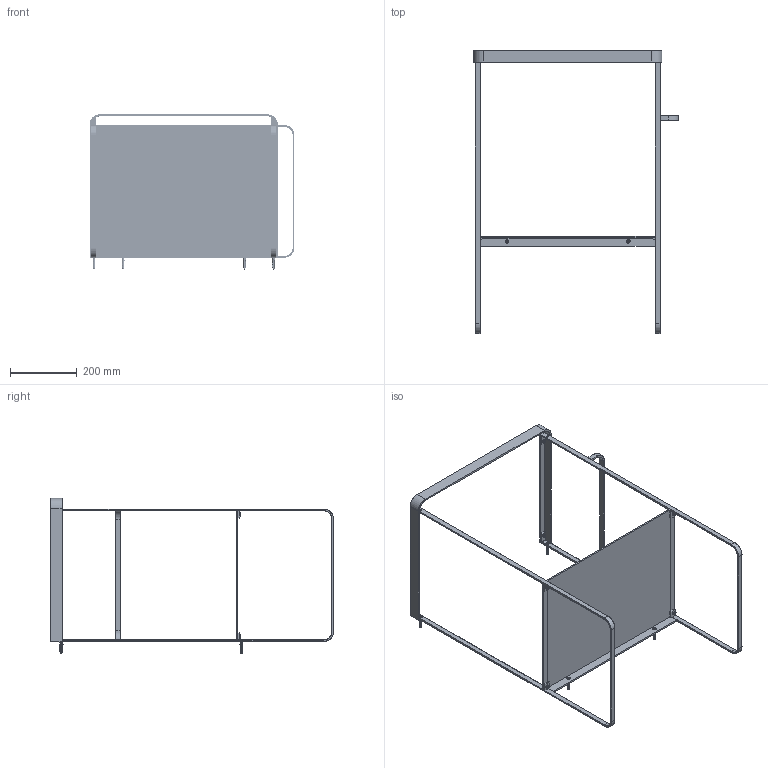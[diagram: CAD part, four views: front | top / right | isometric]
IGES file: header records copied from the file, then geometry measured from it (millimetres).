
Start section: SolidWorks IGES file using analytic representation for surfaces
Global section: file name: VOL060FM.MB_v10320.IGS; native system: SolidWorks 2019; preprocessor: SolidWorks 2019; author: AdamJonesSaneux; date: 200325.152005; units: millimetre
Bounding box: 615 x 850 x 465.88 mm (x, y, z)
Surface area: 828601.6 mm2 (no closed solid volume)
Topology: 0 solids, 0 shells, 1924 faces, 21144 edges, 21064 vertices
Faces by surface type: revolution 1000, bspline 924
